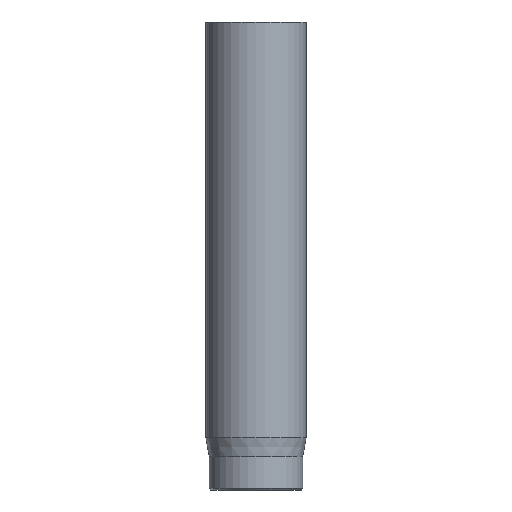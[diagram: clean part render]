
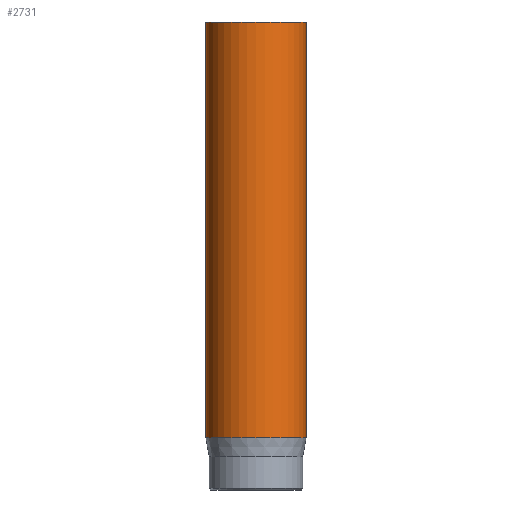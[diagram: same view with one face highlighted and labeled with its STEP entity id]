
A CAD part, front view. The second image highlights one B-rep face of the part: STEP entity #2731.
In plain terms, the highlighted cylindrical face has radius 1.5 mm (diameter 3 mm), a full revolution.
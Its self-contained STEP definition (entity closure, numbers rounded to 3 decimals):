
#63=CIRCLE('',#2898,1.5);
#64=CIRCLE('',#2899,1.5);
#65=CIRCLE('',#2901,1.5);
#83=CYLINDRICAL_SURFACE('',#2900,1.5);
#232=FACE_OUTER_BOUND('',#386,.T.);
#386=EDGE_LOOP('',(#2175,#2176,#2177,#2178,#2179));
#590=LINE('',#4617,#809);
#809=VECTOR('',#3199,1.5);
#1226=VERTEX_POINT('',#4609);
#1227=VERTEX_POINT('',#4610);
#1228=VERTEX_POINT('',#4615);
#1584=EDGE_CURVE('',#1226,#1227,#63,.T.);
#1585=EDGE_CURVE('',#1227,#1226,#64,.T.);
#1587=EDGE_CURVE('',#1228,#1228,#65,.T.);
#1588=EDGE_CURVE('',#1228,#1226,#590,.T.);
#2175=ORIENTED_EDGE('',*,*,#1587,.T.);
#2176=ORIENTED_EDGE('',*,*,#1588,.T.);
#2177=ORIENTED_EDGE('',*,*,#1584,.T.);
#2178=ORIENTED_EDGE('',*,*,#1585,.T.);
#2179=ORIENTED_EDGE('',*,*,#1588,.F.);
#2731=ADVANCED_FACE('',(#232),#83,.T.);
#2898=AXIS2_PLACEMENT_3D('',#4611,#3190,#3191);
#2899=AXIS2_PLACEMENT_3D('',#4612,#3192,#3193);
#2900=AXIS2_PLACEMENT_3D('',#4614,#3195,#3196);
#2901=AXIS2_PLACEMENT_3D('',#4616,#3197,#3198);
#3190=DIRECTION('center_axis',(0.,0.,1.));
#3191=DIRECTION('ref_axis',(-1.,0.,0.));
#3192=DIRECTION('center_axis',(0.,0.,1.));
#3193=DIRECTION('ref_axis',(-1.,0.,0.));
#3195=DIRECTION('center_axis',(0.,0.,1.));
#3196=DIRECTION('ref_axis',(-1.,0.,0.));
#3197=DIRECTION('center_axis',(0.,0.,-1.));
#3198=DIRECTION('ref_axis',(-1.,0.,0.));
#3199=DIRECTION('',(0.,0.,-1.));
#4609=CARTESIAN_POINT('',(1.5,0.,1.567));
#4610=CARTESIAN_POINT('',(-1.5,0.,1.567));
#4611=CARTESIAN_POINT('Origin',(0.,0.,1.567));
#4612=CARTESIAN_POINT('Origin',(0.,0.,1.567));
#4614=CARTESIAN_POINT('Origin',(0.,0.,0.));
#4615=CARTESIAN_POINT('',(1.5,0.,14.));
#4616=CARTESIAN_POINT('Origin',(0.,0.,14.));
#4617=CARTESIAN_POINT('',(1.5,0.,0.));
